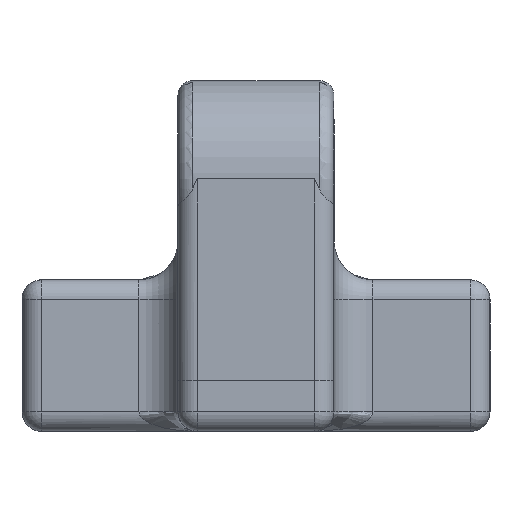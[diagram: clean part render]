
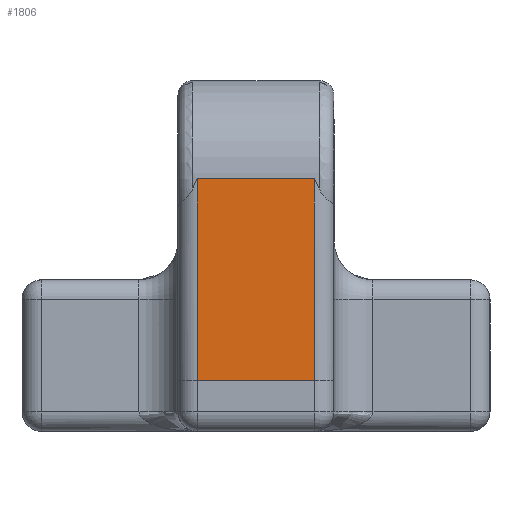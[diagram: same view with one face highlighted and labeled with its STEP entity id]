
A CAD part, left-side view. The second image highlights one B-rep face of the part: STEP entity #1806.
In plain terms, the highlighted planar face has unit normal (-1, 0, 0).
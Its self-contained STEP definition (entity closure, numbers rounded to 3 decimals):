
#65=PLANE('',#2043);
#180=LINE('',#3427,#301);
#181=LINE('',#3480,#302);
#187=LINE('',#3561,#308);
#188=LINE('',#3563,#309);
#301=VECTOR('',#2550,10.);
#302=VECTOR('',#2559,10.);
#308=VECTOR('',#2581,10.);
#309=VECTOR('',#2584,10.);
#475=FACE_OUTER_BOUND('',#602,.T.);
#602=EDGE_LOOP('',(#1569,#1570,#1571,#1572));
#887=VERTEX_POINT('',#3421);
#888=VERTEX_POINT('',#3425);
#891=VERTEX_POINT('',#3462);
#892=VERTEX_POINT('',#3479);
#1119=EDGE_CURVE('',#888,#887,#180,.T.);
#1124=EDGE_CURVE('',#892,#891,#181,.T.);
#1140=EDGE_CURVE('',#887,#891,#187,.T.);
#1141=EDGE_CURVE('',#892,#888,#188,.T.);
#1569=ORIENTED_EDGE('',*,*,#1140,.F.);
#1570=ORIENTED_EDGE('',*,*,#1119,.F.);
#1571=ORIENTED_EDGE('',*,*,#1141,.F.);
#1572=ORIENTED_EDGE('',*,*,#1124,.T.);
#1806=ADVANCED_FACE('',(#475),#65,.T.);
#2043=AXIS2_PLACEMENT_3D('',#3562,#2582,#2583);
#2550=DIRECTION('',(0.,1.,0.));
#2559=DIRECTION('',(0.,1.,0.));
#2581=DIRECTION('',(0.,0.,1.));
#2582=DIRECTION('center_axis',(-1.,0.,0.));
#2583=DIRECTION('ref_axis',(0.,0.,1.));
#2584=DIRECTION('',(0.,0.,-1.));
#3421=CARTESIAN_POINT('',(0.,7.,2.597));
#3425=CARTESIAN_POINT('',(0.,1.,2.597));
#3427=CARTESIAN_POINT('',(0.,0.,2.597));
#3462=CARTESIAN_POINT('',(0.,7.,12.954));
#3479=CARTESIAN_POINT('',(0.,1.,12.954));
#3480=CARTESIAN_POINT('',(0.,0.,12.954));
#3561=CARTESIAN_POINT('',(0.,7.,5.799));
#3562=CARTESIAN_POINT('Origin',(0.,0.,2.597));
#3563=CARTESIAN_POINT('',(0.,1.,5.799));
